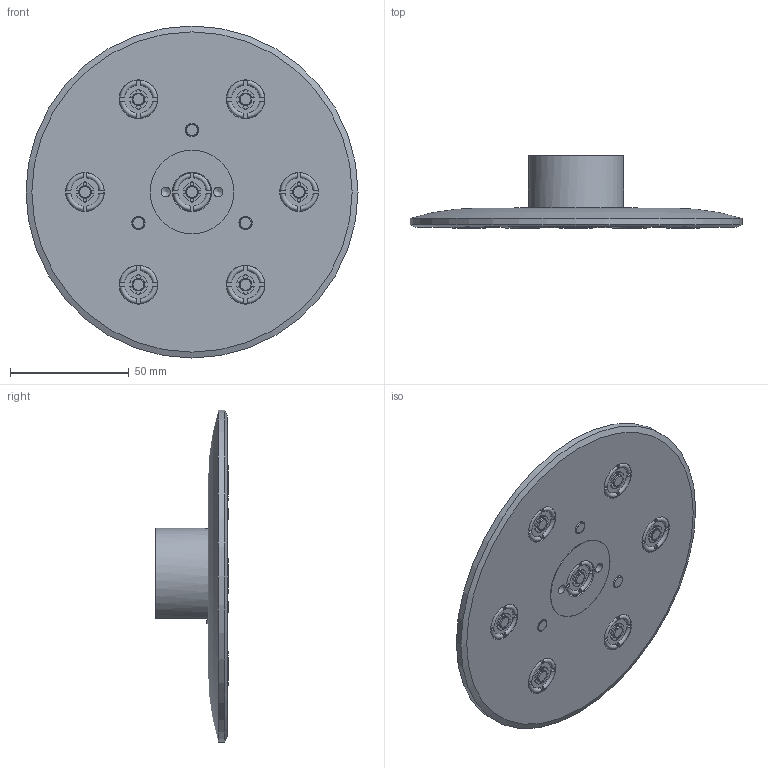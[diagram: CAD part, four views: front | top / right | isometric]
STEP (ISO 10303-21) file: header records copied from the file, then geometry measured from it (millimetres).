
FILE_DESCRIPTION(/* description */ ('STEP AP214'),/* implementation_level */ '2;1');
FILE_NAME(/* name */ '574568_OGGB-140-G18-2-Q',/* time_stamp */ '2024-09-13T10:21:49+02:00',/* author */ ('License CC BY-ND 4.0'),/* organization */ ('CADENAS'),/* preprocessor_version */ 'ST-DEVELOPER v19.3',/* originating_system */ 'PARTsolutions',/* authorisation */ ' ');
FILE_SCHEMA (('AUTOMOTIVE_DESIGN {1 0 10303 214 3 1 1}'));
Length unit declared in the file: millimetre
Products named in the file (3): 574568 OGGB-140-G18-2-Q; 574568 OGGB-140-G18-2-Q-P1; 116515 G1/8
Assembly tree (2 placements, depth 2):
  574568 OGGB-140-G18-2-Q
    574568 OGGB-140-G18-2-Q-P1
    116515 G1/8
Bounding box: 139.5 x 30.4 x 139.5 mm (x, y, z)
Volume: 131002 mm3; surface area: 37625.6 mm2
Topology: 2 solids, 2 shells, 370 faces, 885 edges, 577 vertices
Faces by surface type: plane 202, cylinder 76, cone 63, torus 29
Full cylindrical faces by diameter (mm): 1.7 x3, 4 x2, 4.134 x4, 5.2 x10, 8.566 x2, 9.728 x3, 16 x7, 35.2 x1, 40 x1, 139.5 x1
Entity records: 13244 total; most frequent: CARTESIAN_POINT 2268, DIRECTION 1754, ORIENTED_EDGE 1602, EDGE_CURVE 801, AXIS2_PLACEMENT_3D 698, VERTEX_POINT 566, FACE_BOUND 501, EDGE_LOOP 498
